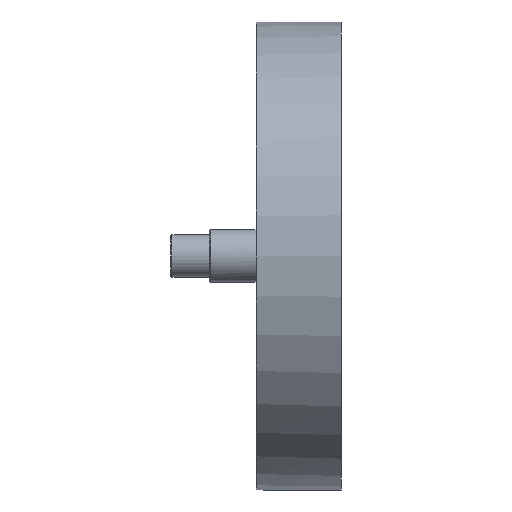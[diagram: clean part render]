
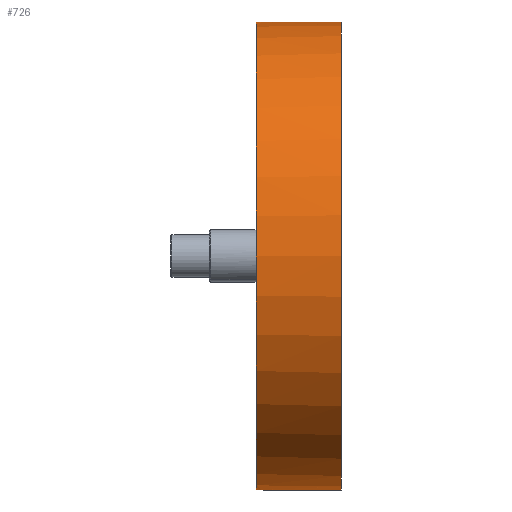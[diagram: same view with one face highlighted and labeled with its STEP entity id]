
A CAD part, left-side view. The second image highlights one B-rep face of the part: STEP entity #726.
In plain terms, the highlighted cylindrical face has radius 34.95 mm (diameter 69.9 mm), a partial arc.
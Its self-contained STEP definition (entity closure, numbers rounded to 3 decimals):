
#50 = CARTESIAN_POINT ( 'NONE',  ( 0., -12.7, -34.95 ) ) ;
#54 = CARTESIAN_POINT ( 'NONE',  ( -0.874, -0.504, 34.939 ) ) ;
#151 = CARTESIAN_POINT ( 'NONE',  ( -0.13, -1., -34.95 ) ) ;
#184 = CARTESIAN_POINT ( 'NONE',  ( 0., 0., 0. ) ) ;
#237 = CARTESIAN_POINT ( 'NONE',  ( -0.615, -0.8, 34.945 ) ) ;
#316 = CARTESIAN_POINT ( 'NONE',  ( 0., -1., -34.95 ) ) ;
#336 = LINE ( 'NONE', #908, #1333 ) ;
#344 = VERTEX_POINT ( 'NONE', #2411 ) ;
#346 = VERTEX_POINT ( 'NONE', #736 ) ;
#370 = CARTESIAN_POINT ( 'NONE',  ( -1., 0., -34.936 ) ) ;
#383 = DIRECTION ( 'NONE',  ( 0., 0., 1. ) ) ;
#415 = ORIENTED_EDGE ( 'NONE', *, *, #2098, .T. ) ;
#425 = CARTESIAN_POINT ( 'NONE',  ( -0.262, -0.974, 34.949 ) ) ;
#482 = CARTESIAN_POINT ( 'NONE',  ( -1., -0.132, -34.936 ) ) ;
#484 = CIRCLE ( 'NONE', #2416, 34.95 ) ;
#599 = CARTESIAN_POINT ( 'NONE',  ( 0., -12.7, 34.95 ) ) ;
#614 = CARTESIAN_POINT ( 'NONE',  ( 0., -1., 34.95 ) ) ;
#643 = EDGE_CURVE ( 'NONE', #1703, #1425, #336, .T. ) ;
#644 = LINE ( 'NONE', #599, #1219 ) ;
#700 = EDGE_CURVE ( 'NONE', #1548, #1853, #1718, .T. ) ;
#709 = CARTESIAN_POINT ( 'NONE',  ( 0., -12.7, 0. ) ) ;
#726 = ADVANCED_FACE ( 'NONE', ( #2146 ), #2095, .T. ) ;
#736 = CARTESIAN_POINT ( 'NONE',  ( 0., -1., 34.95 ) ) ;
#788 = CARTESIAN_POINT ( 'NONE',  ( -1., -0.132, 34.936 ) ) ;
#795 = ORIENTED_EDGE ( 'NONE', *, *, #700, .F. ) ;
#848 = EDGE_CURVE ( 'NONE', #1703, #344, #484, .T. ) ;
#893 = DIRECTION ( 'NONE',  ( 0., 0., 1. ) ) ;
#894 = CARTESIAN_POINT ( 'NONE',  ( -0.874, -0.504, -34.939 ) ) ;
#908 = CARTESIAN_POINT ( 'NONE',  ( 0., -12.7, -34.95 ) ) ;
#1044 = EDGE_CURVE ( 'NONE', #1548, #1425, #2361, .T. ) ;
#1073 = CARTESIAN_POINT ( 'NONE',  ( -0.615, -0.8, -34.945 ) ) ;
#1094 = DIRECTION ( 'NONE',  ( 0., 1., 0. ) ) ;
#1109 = B_SPLINE_CURVE_WITH_KNOTS ( 'NONE', 3,
 ( #2099, #788, #1159, #54, #1348, #237, #1547, #425, #1732, #614 ),
 .UNSPECIFIED., .F., .F.,
 ( 4, 2, 2, 2, 4 ),
 ( 0., 0., 0.001, 0.001, 0.002 ),
 .UNSPECIFIED. ) ;
#1118 = CARTESIAN_POINT ( 'NONE',  ( 0., -12.7, 0. ) ) ;
#1126 = ORIENTED_EDGE ( 'NONE', *, *, #643, .F. ) ;
#1159 = CARTESIAN_POINT ( 'NONE',  ( -0.974, -0.262, 34.936 ) ) ;
#1219 = VECTOR ( 'NONE', #2280, 1000. ) ;
#1267 = CARTESIAN_POINT ( 'NONE',  ( -0.262, -0.974, -34.949 ) ) ;
#1313 = DIRECTION ( 'NONE',  ( 0., 1., 0. ) ) ;
#1333 = VECTOR ( 'NONE', #1094, 1000. ) ;
#1348 = CARTESIAN_POINT ( 'NONE',  ( -0.799, -0.615, 34.941 ) ) ;
#1425 = VERTEX_POINT ( 'NONE', #316 ) ;
#1458 = CARTESIAN_POINT ( 'NONE',  ( 0., -1., -34.95 ) ) ;
#1494 = DIRECTION ( 'NONE',  ( 0., 1., 0. ) ) ;
#1547 = CARTESIAN_POINT ( 'NONE',  ( -0.503, -0.874, 34.947 ) ) ;
#1548 = VERTEX_POINT ( 'NONE', #370 ) ;
#1611 = EDGE_LOOP ( 'NONE', ( #1126, #2174, #415, #2153, #795, #1885 ) ) ;
#1703 = VERTEX_POINT ( 'NONE', #50 ) ;
#1718 = CIRCLE ( 'NONE', #1870, 34.95 ) ;
#1732 = CARTESIAN_POINT ( 'NONE',  ( -0.13, -1., 34.95 ) ) ;
#1820 = EDGE_CURVE ( 'NONE', #1853, #346, #1109, .T. ) ;
#1853 = VERTEX_POINT ( 'NONE', #2294 ) ;
#1870 = AXIS2_PLACEMENT_3D ( 'NONE', #184, #1494, #383 ) ;
#1885 = ORIENTED_EDGE ( 'NONE', *, *, #1044, .T. ) ;
#2020 = DIRECTION ( 'NONE',  ( 0., 1., 0. ) ) ;
#2021 = CARTESIAN_POINT ( 'NONE',  ( -0.974, -0.262, -34.936 ) ) ;
#2095 = CYLINDRICAL_SURFACE ( 'NONE', #2205, 34.95 ) ;
#2098 = EDGE_CURVE ( 'NONE', #344, #346, #644, .T. ) ;
#2099 = CARTESIAN_POINT ( 'NONE',  ( -1., 0., 34.936 ) ) ;
#2146 = FACE_OUTER_BOUND ( 'NONE', #1611, .T. ) ;
#2153 = ORIENTED_EDGE ( 'NONE', *, *, #1820, .F. ) ;
#2174 = ORIENTED_EDGE ( 'NONE', *, *, #848, .T. ) ;
#2200 = CARTESIAN_POINT ( 'NONE',  ( -0.799, -0.615, -34.941 ) ) ;
#2205 = AXIS2_PLACEMENT_3D ( 'NONE', #1118, #1313, #2245 ) ;
#2245 = DIRECTION ( 'NONE',  ( 0., 0., 1. ) ) ;
#2280 = DIRECTION ( 'NONE',  ( 0., 1., 0. ) ) ;
#2294 = CARTESIAN_POINT ( 'NONE',  ( -1., 0., 34.936 ) ) ;
#2338 = CARTESIAN_POINT ( 'NONE',  ( -1., 0., -34.936 ) ) ;
#2361 = B_SPLINE_CURVE_WITH_KNOTS ( 'NONE', 3,
 ( #2338, #482, #2021, #894, #2200, #1073, #2396, #1267, #151, #1458 ),
 .UNSPECIFIED., .F., .F.,
 ( 4, 2, 2, 2, 4 ),
 ( 0., 0., 0.001, 0.001, 0.002 ),
 .UNSPECIFIED. ) ;
#2396 = CARTESIAN_POINT ( 'NONE',  ( -0.503, -0.874, -34.947 ) ) ;
#2411 = CARTESIAN_POINT ( 'NONE',  ( 0., -12.7, 34.95 ) ) ;
#2416 = AXIS2_PLACEMENT_3D ( 'NONE', #709, #2020, #893 ) ;
